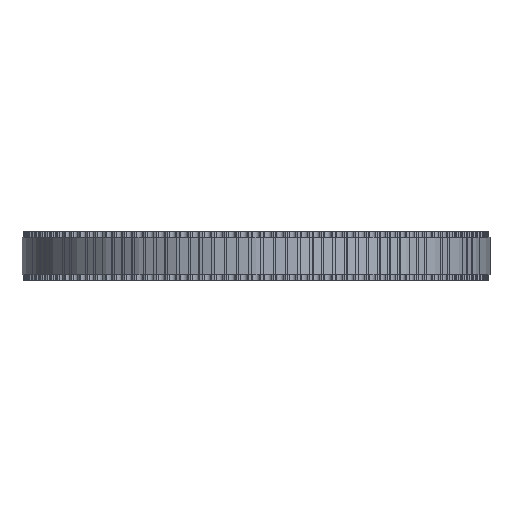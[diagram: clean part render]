
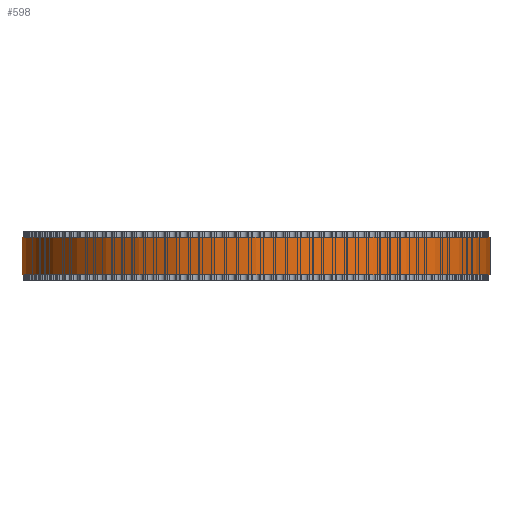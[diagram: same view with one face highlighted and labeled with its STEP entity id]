
A CAD part, front view. The second image highlights one B-rep face of the part: STEP entity #598.
In plain terms, the highlighted cylindrical face has radius 37.879 mm (diameter 75.758 mm), a full revolution.
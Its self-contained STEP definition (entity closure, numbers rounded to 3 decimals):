
#97=FACE_BOUND('',#2032,.T.);
#98=FACE_BOUND('',#2033,.T.);
#598=ADVANCED_FACE('',(#97,#98),#1075,.T.);
#1075=CYLINDRICAL_SURFACE('',#10615,37.879);
#2032=EDGE_LOOP('',(#5842));
#2033=EDGE_LOOP('',(#5843));
#5842=ORIENTED_EDGE('',*,*,#8226,.T.);
#5843=ORIENTED_EDGE('',*,*,#8227,.T.);
#6796=VERTEX_POINT('',#16820);
#6797=VERTEX_POINT('',#16822);
#8226=EDGE_CURVE('',#6796,#6796,#9180,.T.);
#8227=EDGE_CURVE('',#6797,#6797,#9181,.T.);
#9180=CIRCLE('',#10613,37.879);
#9181=CIRCLE('',#10614,37.879);
#10613=AXIS2_PLACEMENT_3D('',#16819,#13954,#13955);
#10614=AXIS2_PLACEMENT_3D('',#16821,#13956,#13957);
#10615=AXIS2_PLACEMENT_3D('',#16823,#13958,#13959);
#13954=DIRECTION('',(0.,0.,1.));
#13955=DIRECTION('',(1.,0.,0.));
#13956=DIRECTION('',(0.,0.,-1.));
#13957=DIRECTION('',(1.,0.,0.));
#13958=DIRECTION('',(0.,0.,1.));
#13959=DIRECTION('',(1.,0.,0.));
#16819=CARTESIAN_POINT('',(0.,0.,1.));
#16820=CARTESIAN_POINT('',(37.879,0.,1.));
#16821=CARTESIAN_POINT('',(0.,0.,7.));
#16822=CARTESIAN_POINT('',(37.879,0.,7.));
#16823=CARTESIAN_POINT('',(0.,0.,1.));
